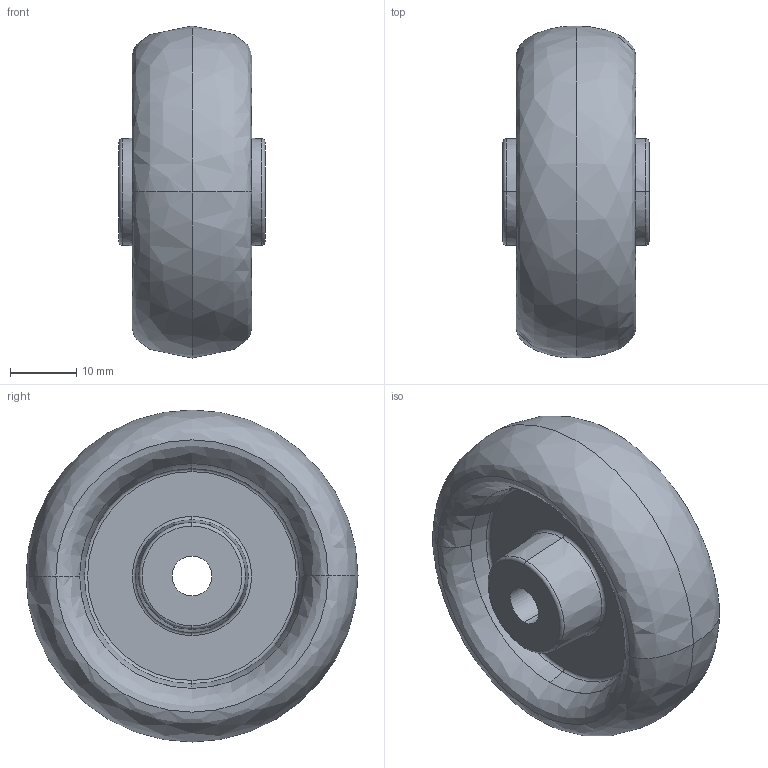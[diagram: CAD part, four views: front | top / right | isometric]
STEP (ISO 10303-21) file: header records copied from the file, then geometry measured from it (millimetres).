
FILE_DESCRIPTION (( 'STEP AP214' ), '1' );
FILE_NAME ('0022475_TPGK-050-18-22-G06.STEP', '2016-09-28T09:58:59', ( '' ), ( '' ), 'SwSTEP 2.0', 'SolidWorks 2016', '' );
FILE_SCHEMA (( 'AUTOMOTIVE_DESIGN' ));
Length unit declared in the file: millimetre
Products named in the file (1): 0022475_TPGK-050-18-22-G06
Bounding box: 22 x 50 x 50 mm (x, y, z)
Surface area: 13507.4 mm2 (no closed solid volume)
Topology: 0 solids, 2 shells, 62 faces, 124 edges, 70 vertices
Faces by surface type: torus 32, cone 12, plane 8, bspline 8, cylinder 2
Entity records: 2384 total; most frequent: CARTESIAN_POINT 361, DIRECTION 328, ORIENTED_EDGE 248, AXIS2_PLACEMENT_3D 157, EDGE_CURVE 124, CIRCLE 102, EDGE_LOOP 70, VERTEX_POINT 70
